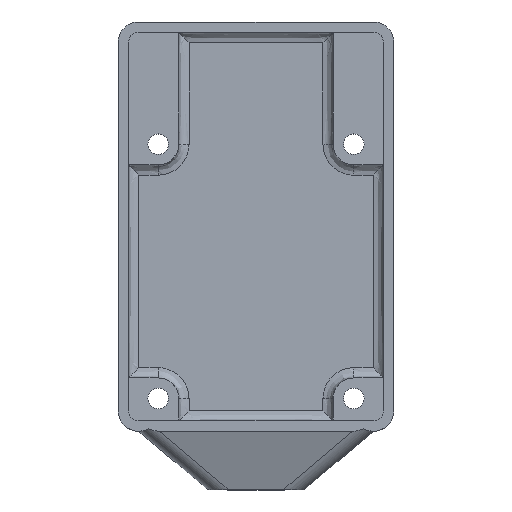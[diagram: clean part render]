
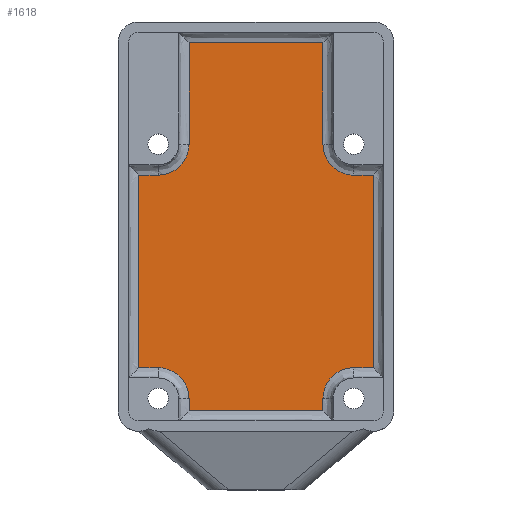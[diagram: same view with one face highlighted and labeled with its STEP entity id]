
A CAD part, top view. The second image highlights one B-rep face of the part: STEP entity #1618.
In plain terms, the highlighted planar face has unit normal (0, 0, 1).
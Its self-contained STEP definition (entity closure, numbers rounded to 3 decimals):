
#35=B_SPLINE_CURVE_WITH_KNOTS('',3,(#2317,#2318,#2319,#2320),
 .UNSPECIFIED.,.F.,.F.,(4,4),(-0.162,2.448),
 .UNSPECIFIED.);
#40=B_SPLINE_CURVE_WITH_KNOTS('',3,(#2388,#2389,#2390,#2391),
 .UNSPECIFIED.,.F.,.F.,(4,4),(-0.441,-0.2),
 .UNSPECIFIED.);
#43=B_SPLINE_CURVE_WITH_KNOTS('',3,(#2430,#2431,#2432,#2433),
 .UNSPECIFIED.,.F.,.F.,(4,4),(-0.581,-0.2),
 .UNSPECIFIED.);
#45=B_SPLINE_CURVE_WITH_KNOTS('',3,(#2473,#2474,#2475,#2476),
 .UNSPECIFIED.,.F.,.F.,(4,4),(-0.953,2.8),
 .UNSPECIFIED.);
#50=B_SPLINE_CURVE_WITH_KNOTS('',3,(#2534,#2535,#2536,#2537),
 .UNSPECIFIED.,.F.,.F.,(4,4),(-2.181,-0.2),
 .UNSPECIFIED.);
#52=B_SPLINE_CURVE_WITH_KNOTS('',3,(#2577,#2578,#2579,#2580),
 .UNSPECIFIED.,.F.,.F.,(4,4),(-0.162,2.448),
 .UNSPECIFIED.);
#55=B_SPLINE_CURVE_WITH_KNOTS('',3,(#2625,#2626,#2627,#2628),
 .UNSPECIFIED.,.F.,.F.,(4,4),(-3.504,-1.523),
 .UNSPECIFIED.);
#60=B_SPLINE_CURVE_WITH_KNOTS('',3,(#2690,#2691,#2692,#2693,#2694,#2695),
 .UNSPECIFIED.,.F.,.F.,(4,1,1,4),(-1.523,-1.254,-0.985,
-0.581),.UNSPECIFIED.);
#62=B_SPLINE_CURVE_WITH_KNOTS('',3,(#2740,#2741,#2742,#2743,#2744,#2745),
 .UNSPECIFIED.,.F.,.F.,(4,1,1,4),(-3.123,-2.854,-2.584,
-2.181),.UNSPECIFIED.);
#64=B_SPLINE_CURVE_WITH_KNOTS('',3,(#2776,#2777,#2778,#2779),
 .UNSPECIFIED.,.F.,.F.,(4,4),(-3.503,-3.123),
 .UNSPECIFIED.);
#67=B_SPLINE_CURVE_WITH_KNOTS('',3,(#2814,#2815,#2816,#2817),
 .UNSPECIFIED.,.F.,.F.,(4,4),(-0.581,-0.2),
 .UNSPECIFIED.);
#70=B_SPLINE_CURVE_WITH_KNOTS('',3,(#2862,#2863,#2864,#2865),
 .UNSPECIFIED.,.F.,.F.,(4,4),(0.787,4.54),
 .UNSPECIFIED.);
#73=B_SPLINE_CURVE_WITH_KNOTS('',3,(#2924,#2925,#2926,#2927,#2928,#2929),
 .UNSPECIFIED.,.F.,.F.,(4,1,1,4),(-1.523,-1.254,-0.984,
-0.581),.UNSPECIFIED.);
#75=B_SPLINE_CURVE_WITH_KNOTS('',3,(#2961,#2962,#2963,#2964),
 .UNSPECIFIED.,.F.,.F.,(4,4),(-1.764,-1.383),
 .UNSPECIFIED.);
#78=B_SPLINE_CURVE_WITH_KNOTS('',3,(#3000,#3001,#3002,#3003),
 .UNSPECIFIED.,.F.,.F.,(4,4),(-1.764,-1.523),
 .UNSPECIFIED.);
#80=B_SPLINE_CURVE_WITH_KNOTS('',3,(#3044,#3045,#3046,#3047,#3048,#3049),
 .UNSPECIFIED.,.F.,.F.,(4,1,1,4),(-1.383,-1.114,-0.845,
-0.441),.UNSPECIFIED.);
#429=FACE_OUTER_BOUND('',#531,.T.);
#531=EDGE_LOOP('',(#1175,#1176,#1177,#1178,#1179,#1180,#1181,#1182,#1183,
#1184,#1185,#1186,#1187,#1188,#1189,#1190));
#681=VERTEX_POINT('',#2315);
#682=VERTEX_POINT('',#2316);
#686=VERTEX_POINT('',#2381);
#689=VERTEX_POINT('',#2422);
#690=VERTEX_POINT('',#2429);
#691=VERTEX_POINT('',#2472);
#695=VERTEX_POINT('',#2526);
#696=VERTEX_POINT('',#2533);
#697=VERTEX_POINT('',#2576);
#699=VERTEX_POINT('',#2624);
#701=VERTEX_POINT('',#2676);
#704=VERTEX_POINT('',#2733);
#706=VERTEX_POINT('',#2813);
#708=VERTEX_POINT('',#2861);
#710=VERTEX_POINT('',#2917);
#711=VERTEX_POINT('',#2960);
#832=EDGE_CURVE('',#681,#682,#35,.T.);
#838=EDGE_CURVE('',#686,#681,#40,.T.);
#841=EDGE_CURVE('',#689,#690,#43,.T.);
#843=EDGE_CURVE('',#690,#691,#45,.T.);
#848=EDGE_CURVE('',#695,#696,#50,.T.);
#850=EDGE_CURVE('',#696,#697,#52,.T.);
#853=EDGE_CURVE('',#697,#699,#55,.T.);
#858=EDGE_CURVE('',#699,#701,#60,.T.);
#860=EDGE_CURVE('',#704,#695,#62,.T.);
#862=EDGE_CURVE('',#691,#704,#64,.T.);
#865=EDGE_CURVE('',#701,#706,#67,.T.);
#868=EDGE_CURVE('',#706,#708,#70,.T.);
#871=EDGE_CURVE('',#710,#689,#73,.T.);
#873=EDGE_CURVE('',#708,#711,#75,.T.);
#876=EDGE_CURVE('',#682,#710,#78,.T.);
#878=EDGE_CURVE('',#711,#686,#80,.T.);
#1175=ORIENTED_EDGE('',*,*,#848,.F.);
#1176=ORIENTED_EDGE('',*,*,#860,.F.);
#1177=ORIENTED_EDGE('',*,*,#862,.F.);
#1178=ORIENTED_EDGE('',*,*,#843,.F.);
#1179=ORIENTED_EDGE('',*,*,#841,.F.);
#1180=ORIENTED_EDGE('',*,*,#871,.F.);
#1181=ORIENTED_EDGE('',*,*,#876,.F.);
#1182=ORIENTED_EDGE('',*,*,#832,.F.);
#1183=ORIENTED_EDGE('',*,*,#838,.F.);
#1184=ORIENTED_EDGE('',*,*,#878,.F.);
#1185=ORIENTED_EDGE('',*,*,#873,.F.);
#1186=ORIENTED_EDGE('',*,*,#868,.F.);
#1187=ORIENTED_EDGE('',*,*,#865,.F.);
#1188=ORIENTED_EDGE('',*,*,#858,.F.);
#1189=ORIENTED_EDGE('',*,*,#853,.F.);
#1190=ORIENTED_EDGE('',*,*,#850,.F.);
#1552=PLANE('',#1724);
#1618=ADVANCED_FACE('',(#429),#1552,.T.);
#1724=AXIS2_PLACEMENT_3D('',#3094,#1912,#1913);
#1912=DIRECTION('center_axis',(0.,0.,1.));
#1913=DIRECTION('ref_axis',(1.,0.,0.));
#2315=CARTESIAN_POINT('',(-13.81,4.,-18.));
#2316=CARTESIAN_POINT('',(-39.912,4.,-18.));
#2317=CARTESIAN_POINT('Ctrl Pts',(-13.81,4.,-18.));
#2318=CARTESIAN_POINT('Ctrl Pts',(-22.511,4.,-18.));
#2319=CARTESIAN_POINT('Ctrl Pts',(-31.211,4.,-18.));
#2320=CARTESIAN_POINT('Ctrl Pts',(-39.912,4.,-18.));
#2381=CARTESIAN_POINT('',(-13.81,6.41,-18.));
#2388=CARTESIAN_POINT('Ctrl Pts',(-13.81,6.41,-18.));
#2389=CARTESIAN_POINT('Ctrl Pts',(-13.81,5.607,-18.));
#2390=CARTESIAN_POINT('Ctrl Pts',(-13.81,4.803,-18.));
#2391=CARTESIAN_POINT('Ctrl Pts',(-13.81,4.,-18.));
#2422=CARTESIAN_POINT('',(-45.912,12.412,-18.));
#2429=CARTESIAN_POINT('',(-49.72,12.412,-18.));
#2430=CARTESIAN_POINT('Ctrl Pts',(-45.912,12.412,-18.));
#2431=CARTESIAN_POINT('Ctrl Pts',(-47.182,12.412,-18.));
#2432=CARTESIAN_POINT('Ctrl Pts',(-48.451,12.412,-18.));
#2433=CARTESIAN_POINT('Ctrl Pts',(-49.72,12.412,-18.));
#2472=CARTESIAN_POINT('',(-49.72,49.942,-18.));
#2473=CARTESIAN_POINT('Ctrl Pts',(-49.72,12.412,-18.));
#2474=CARTESIAN_POINT('Ctrl Pts',(-49.72,24.922,-18.));
#2475=CARTESIAN_POINT('Ctrl Pts',(-49.72,37.432,-18.));
#2476=CARTESIAN_POINT('Ctrl Pts',(-49.72,49.942,-18.));
#2526=CARTESIAN_POINT('',(-39.912,55.942,-18.));
#2533=CARTESIAN_POINT('',(-39.912,75.75,-18.));
#2534=CARTESIAN_POINT('Ctrl Pts',(-39.912,55.942,-18.));
#2535=CARTESIAN_POINT('Ctrl Pts',(-39.912,62.55,-18.));
#2536=CARTESIAN_POINT('Ctrl Pts',(-39.912,69.148,-18.));
#2537=CARTESIAN_POINT('Ctrl Pts',(-39.912,75.75,-18.));
#2576=CARTESIAN_POINT('',(-13.812,75.75,-18.));
#2577=CARTESIAN_POINT('Ctrl Pts',(-39.912,75.75,-18.));
#2578=CARTESIAN_POINT('Ctrl Pts',(-31.212,75.75,-18.));
#2579=CARTESIAN_POINT('Ctrl Pts',(-22.512,75.75,-18.));
#2580=CARTESIAN_POINT('Ctrl Pts',(-13.812,75.75,-18.));
#2624=CARTESIAN_POINT('',(-13.812,55.942,-18.));
#2625=CARTESIAN_POINT('Ctrl Pts',(-13.812,75.75,-18.));
#2626=CARTESIAN_POINT('Ctrl Pts',(-13.812,69.148,-18.));
#2627=CARTESIAN_POINT('Ctrl Pts',(-13.812,62.55,-18.));
#2628=CARTESIAN_POINT('Ctrl Pts',(-13.812,55.942,-18.));
#2676=CARTESIAN_POINT('',(-7.812,49.942,-18.));
#2690=CARTESIAN_POINT('Ctrl Pts',(-13.812,55.942,-18.));
#2691=CARTESIAN_POINT('Ctrl Pts',(-13.812,55.044,-18.));
#2692=CARTESIAN_POINT('Ctrl Pts',(-13.401,53.252,-18.));
#2693=CARTESIAN_POINT('Ctrl Pts',(-11.394,50.729,-18.));
#2694=CARTESIAN_POINT('Ctrl Pts',(-9.158,49.942,-18.));
#2695=CARTESIAN_POINT('Ctrl Pts',(-7.812,49.942,-18.));
#2733=CARTESIAN_POINT('',(-45.912,49.942,-18.));
#2740=CARTESIAN_POINT('Ctrl Pts',(-45.912,49.942,-18.));
#2741=CARTESIAN_POINT('Ctrl Pts',(-45.015,49.942,-18.));
#2742=CARTESIAN_POINT('Ctrl Pts',(-43.223,50.352,-18.));
#2743=CARTESIAN_POINT('Ctrl Pts',(-40.7,52.359,-18.));
#2744=CARTESIAN_POINT('Ctrl Pts',(-39.912,54.595,-18.));
#2745=CARTESIAN_POINT('Ctrl Pts',(-39.912,55.942,-18.));
#2776=CARTESIAN_POINT('Ctrl Pts',(-49.72,49.942,-18.));
#2777=CARTESIAN_POINT('Ctrl Pts',(-48.451,49.942,-18.));
#2778=CARTESIAN_POINT('Ctrl Pts',(-47.182,49.942,-18.));
#2779=CARTESIAN_POINT('Ctrl Pts',(-45.912,49.942,-18.));
#2813=CARTESIAN_POINT('',(-4.,49.942,-18.));
#2814=CARTESIAN_POINT('Ctrl Pts',(-7.812,49.942,-18.));
#2815=CARTESIAN_POINT('Ctrl Pts',(-6.541,49.942,-18.));
#2816=CARTESIAN_POINT('Ctrl Pts',(-5.271,49.942,-18.));
#2817=CARTESIAN_POINT('Ctrl Pts',(-4.,49.942,-18.));
#2861=CARTESIAN_POINT('',(-4.,12.41,-18.));
#2862=CARTESIAN_POINT('Ctrl Pts',(-4.,49.942,-18.));
#2863=CARTESIAN_POINT('Ctrl Pts',(-4.,37.431,-18.));
#2864=CARTESIAN_POINT('Ctrl Pts',(-4.,24.921,-18.));
#2865=CARTESIAN_POINT('Ctrl Pts',(-4.,12.41,-18.));
#2917=CARTESIAN_POINT('',(-39.912,6.412,-18.));
#2924=CARTESIAN_POINT('Ctrl Pts',(-39.912,6.412,-18.));
#2925=CARTESIAN_POINT('Ctrl Pts',(-39.912,7.309,-18.));
#2926=CARTESIAN_POINT('Ctrl Pts',(-40.323,9.101,-18.));
#2927=CARTESIAN_POINT('Ctrl Pts',(-42.33,11.625,-18.));
#2928=CARTESIAN_POINT('Ctrl Pts',(-44.566,12.412,-18.));
#2929=CARTESIAN_POINT('Ctrl Pts',(-45.912,12.412,-18.));
#2960=CARTESIAN_POINT('',(-7.81,12.41,-18.));
#2961=CARTESIAN_POINT('Ctrl Pts',(-4.,12.41,-18.));
#2962=CARTESIAN_POINT('Ctrl Pts',(-5.27,12.41,-18.));
#2963=CARTESIAN_POINT('Ctrl Pts',(-6.54,12.41,-18.));
#2964=CARTESIAN_POINT('Ctrl Pts',(-7.81,12.41,-18.));
#3000=CARTESIAN_POINT('Ctrl Pts',(-39.912,4.,-18.));
#3001=CARTESIAN_POINT('Ctrl Pts',(-39.912,4.804,-18.));
#3002=CARTESIAN_POINT('Ctrl Pts',(-39.912,5.608,-18.));
#3003=CARTESIAN_POINT('Ctrl Pts',(-39.912,6.412,-18.));
#3044=CARTESIAN_POINT('Ctrl Pts',(-7.81,12.41,-18.));
#3045=CARTESIAN_POINT('Ctrl Pts',(-8.707,12.41,-18.));
#3046=CARTESIAN_POINT('Ctrl Pts',(-10.5,11.999,-18.));
#3047=CARTESIAN_POINT('Ctrl Pts',(-13.023,9.992,-18.));
#3048=CARTESIAN_POINT('Ctrl Pts',(-13.81,7.756,-18.));
#3049=CARTESIAN_POINT('Ctrl Pts',(-13.81,6.41,-18.));
#3094=CARTESIAN_POINT('Origin',(-26.86,39.875,-18.));
